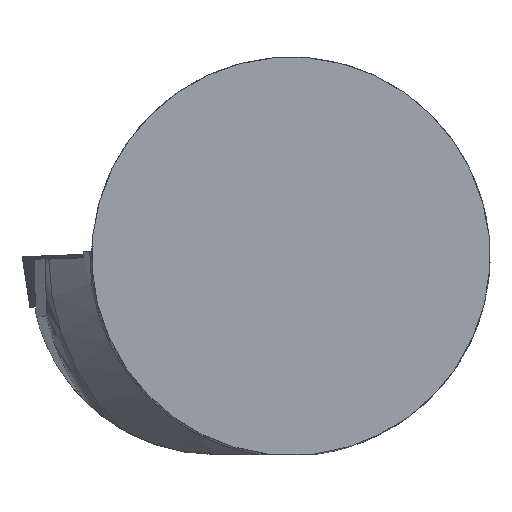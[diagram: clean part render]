
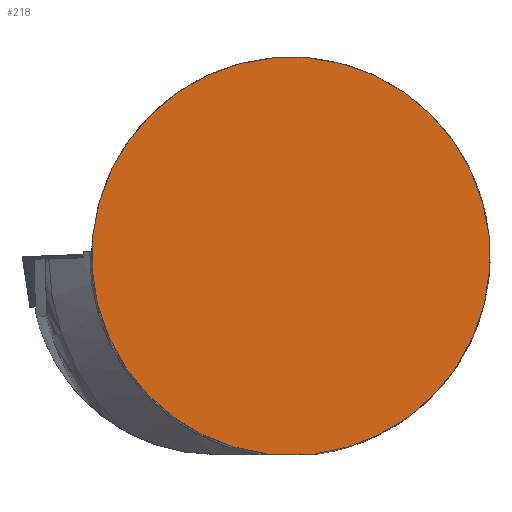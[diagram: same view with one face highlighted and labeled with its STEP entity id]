
A CAD part, top view. The second image highlights one B-rep face of the part: STEP entity #218.
In plain terms, the highlighted planar face has unit normal (0, 0, 1).
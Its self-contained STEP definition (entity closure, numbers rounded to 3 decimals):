
#162=CIRCLE('',#1007,12.5);
#218=ADVANCED_FACE('',(#288),#258,.F.);
#258=PLANE('',#1009);
#288=FACE_OUTER_BOUND('',#326,.T.);
#326=EDGE_LOOP('',(#482,#483));
#482=ORIENTED_EDGE('',*,*,#763,.F.);
#483=ORIENTED_EDGE('',*,*,#761,.T.);
#665=VERTEX_POINT('',#1586);
#666=VERTEX_POINT('',#1588);
#761=EDGE_CURVE('',#666,#665,#162,.T.);
#763=EDGE_CURVE('',#666,#665,#835,.T.);
#835=LINE('',#1591,#883);
#883=VECTOR('',#1189,1.);
#1007=AXIS2_PLACEMENT_3D('',#1587,#1184,#1185);
#1009=AXIS2_PLACEMENT_3D('',#1592,#1190,#1191);
#1184=DIRECTION('',(0.,0.,1.));
#1185=DIRECTION('',(1.,0.,0.));
#1189=DIRECTION('',(-1.,0.,0.));
#1190=DIRECTION('',(0.,0.,-1.));
#1191=DIRECTION('',(1.,0.,0.));
#1586=CARTESIAN_POINT('',(-1.462,-12.414,0.271));
#1587=CARTESIAN_POINT('',(0.,0.,0.271));
#1588=CARTESIAN_POINT('',(1.462,-12.414,0.271));
#1591=CARTESIAN_POINT('',(-12.5,-12.414,0.271));
#1592=CARTESIAN_POINT('',(-12.5,0.,0.271));
